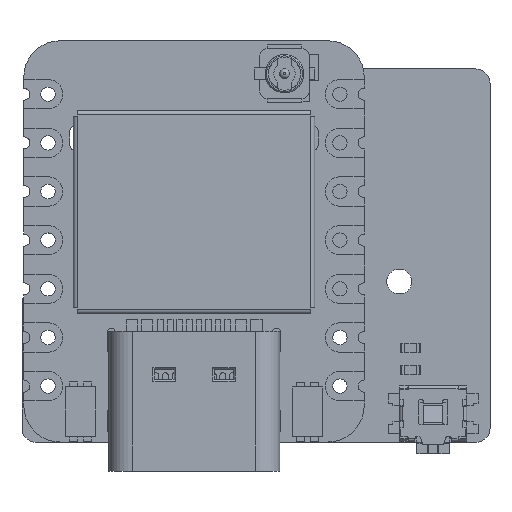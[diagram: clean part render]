
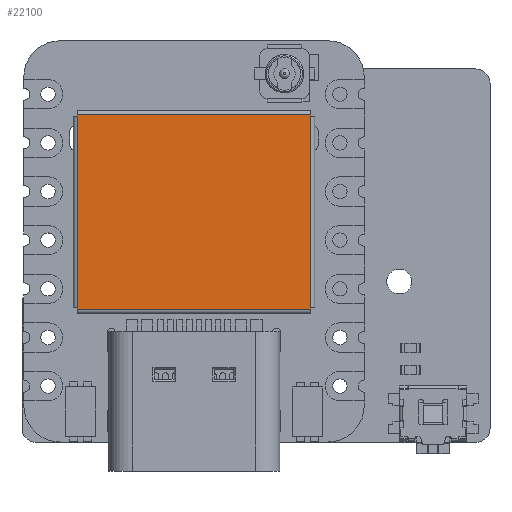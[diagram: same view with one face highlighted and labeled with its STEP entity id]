
A CAD part, top view. The second image highlights one B-rep face of the part: STEP entity #22100.
In plain terms, the highlighted face is planar.
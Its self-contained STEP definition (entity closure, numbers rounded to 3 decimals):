
#21012 = VERTEX_POINT('',#21013);
#21013 = CARTESIAN_POINT('',(5.272,3.,
    -12.211));
#21019 = EDGE_CURVE('',#21012,#21020,#21022,.T.);
#21020 = VERTEX_POINT('',#21021);
#21021 = CARTESIAN_POINT('',(5.372,3.,
    -12.211));
#21022 = LINE('',#21023,#21024);
#21023 = CARTESIAN_POINT('',(-1.462,3.,
    -12.211));
#21024 = VECTOR('',#21025,1.);
#21025 = DIRECTION('',(1.,0.,0.));
#21334 = VERTEX_POINT('',#21335);
#21335 = CARTESIAN_POINT('',(5.272,3.,
    -0.011));
#21568 = VERTEX_POINT('',#21569);
#21569 = CARTESIAN_POINT('',(-4.728,3.,
    -12.211));
#21677 = VERTEX_POINT('',#21678);
#21678 = CARTESIAN_POINT('',(-4.728,3.,
    -0.011));
#21710 = EDGE_CURVE('',#21677,#21334,#21711,.T.);
#21711 = LINE('',#21712,#21713);
#21712 = CARTESIAN_POINT('',(-1.362,3.,
    -0.011));
#21713 = VECTOR('',#21714,1.);
#21714 = DIRECTION('',(1.,0.,0.));
#21727 = VERTEX_POINT('',#21728);
#21728 = CARTESIAN_POINT('',(-4.828,3.,
    -0.011));
#21735 = EDGE_CURVE('',#21727,#21736,#21738,.T.);
#21736 = VERTEX_POINT('',#21737);
#21737 = CARTESIAN_POINT('',(-4.828,3.,
    -12.211));
#21738 = LINE('',#21739,#21740);
#21739 = CARTESIAN_POINT('',(-4.828,3.,
    -9.223));
#21740 = VECTOR('',#21741,1.);
#21741 = DIRECTION('',(0.,0.,-1.));
#21829 = EDGE_CURVE('',#21568,#21012,#21830,.T.);
#21830 = LINE('',#21831,#21832);
#21831 = CARTESIAN_POINT('',(-1.462,3.,
    -12.211));
#21832 = VECTOR('',#21833,1.);
#21833 = DIRECTION('',(1.,0.,0.));
#21899 = VERTEX_POINT('',#21900);
#21900 = CARTESIAN_POINT('',(5.372,3.,
    -0.011));
#21907 = EDGE_CURVE('',#21334,#21899,#21908,.T.);
#21908 = LINE('',#21909,#21910);
#21909 = CARTESIAN_POINT('',(-1.362,3.,
    -0.011));
#21910 = VECTOR('',#21911,1.);
#21911 = DIRECTION('',(1.,0.,0.));
#21967 = EDGE_CURVE('',#21736,#21568,#21968,.T.);
#21968 = LINE('',#21969,#21970);
#21969 = CARTESIAN_POINT('',(-1.462,3.,
    -12.211));
#21970 = VECTOR('',#21971,1.);
#21971 = DIRECTION('',(1.,0.,0.));
#22013 = EDGE_CURVE('',#21727,#21677,#22014,.T.);
#22014 = LINE('',#22015,#22016);
#22015 = CARTESIAN_POINT('',(-1.362,3.,
    -0.011));
#22016 = VECTOR('',#22017,1.);
#22017 = DIRECTION('',(1.,0.,0.));
#22088 = EDGE_CURVE('',#21020,#21899,#22089,.T.);
#22089 = LINE('',#22090,#22091);
#22090 = CARTESIAN_POINT('',(5.372,3.,
    -3.));
#22091 = VECTOR('',#22092,1.);
#22092 = DIRECTION('',(0.,0.,1.));
#22100 = ADVANCED_FACE('',(#22101),#22111,.T.);
#22101 = FACE_BOUND('',#22102,.T.);
#22102 = EDGE_LOOP('',(#22103,#22104,#22105,#22106,#22107,#22108,#22109,
    #22110));
#22103 = ORIENTED_EDGE('',*,*,#22088,.F.);
#22104 = ORIENTED_EDGE('',*,*,#21019,.F.);
#22105 = ORIENTED_EDGE('',*,*,#21829,.F.);
#22106 = ORIENTED_EDGE('',*,*,#21967,.F.);
#22107 = ORIENTED_EDGE('',*,*,#21735,.F.);
#22108 = ORIENTED_EDGE('',*,*,#22013,.T.);
#22109 = ORIENTED_EDGE('',*,*,#21710,.T.);
#22110 = ORIENTED_EDGE('',*,*,#21907,.T.);
#22111 = PLANE('',#22112);
#22112 = AXIS2_PLACEMENT_3D('',#22113,#22114,#22115);
#22113 = CARTESIAN_POINT('',(1.804,3.,
    -6.111));
#22114 = DIRECTION('',(0.,1.,0.));
#22115 = DIRECTION('',(0.,0.,1.));
